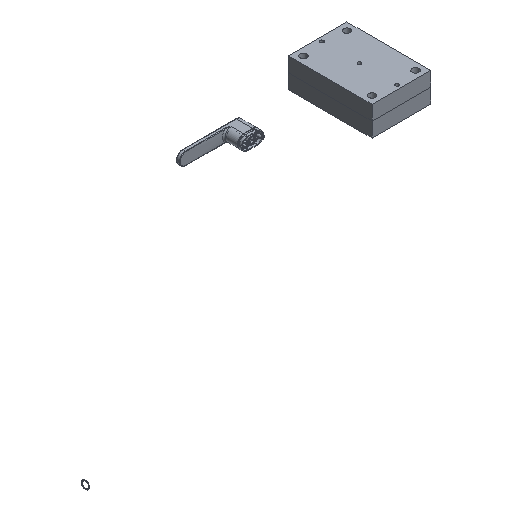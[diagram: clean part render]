
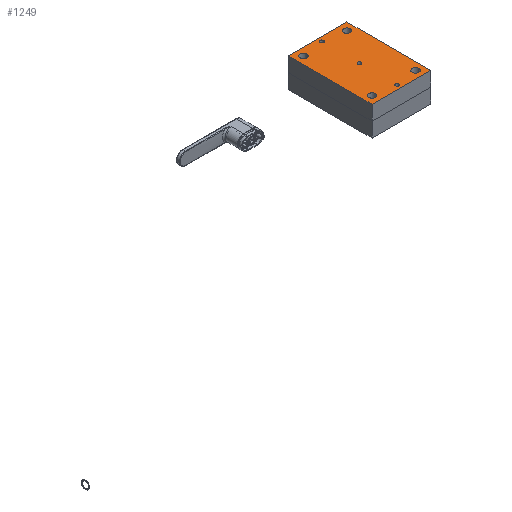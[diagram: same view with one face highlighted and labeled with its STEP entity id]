
A CAD part, isometric view. The second image highlights one B-rep face of the part: STEP entity #1249.
In plain terms, the highlighted planar face has unit normal (0, 0, 1).
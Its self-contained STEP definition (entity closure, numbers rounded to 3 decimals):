
#286=FACE_BOUND('',#2393,.T.);
#287=FACE_BOUND('',#2394,.T.);
#288=FACE_BOUND('',#2395,.T.);
#289=FACE_BOUND('',#2396,.T.);
#290=FACE_BOUND('',#2397,.T.);
#291=FACE_BOUND('',#2398,.T.);
#292=FACE_BOUND('',#2399,.T.);
#293=FACE_BOUND('',#2400,.T.);
#665=PLANE('',#10002);
#1249=ADVANCED_FACE('',(#286,#287,#288,#289,#290,#291,#292,#293),#665,.T.);
#2393=EDGE_LOOP('',(#4126));
#2394=EDGE_LOOP('',(#4127));
#2395=EDGE_LOOP('',(#4128));
#2396=EDGE_LOOP('',(#4129,#4130,#4131,#4132));
#2397=EDGE_LOOP('',(#4133));
#2398=EDGE_LOOP('',(#4134));
#2399=EDGE_LOOP('',(#4135));
#2400=EDGE_LOOP('',(#4136));
#3014=CIRCLE('',#9995,8.);
#3015=CIRCLE('',#9996,4.);
#3016=CIRCLE('',#9997,8.);
#3017=CIRCLE('',#9998,8.);
#3018=CIRCLE('',#9999,4.);
#3019=CIRCLE('',#10000,8.);
#3020=CIRCLE('',#10001,4.);
#4126=ORIENTED_EDGE('',*,*,#7483,.T.);
#4127=ORIENTED_EDGE('',*,*,#7484,.T.);
#4128=ORIENTED_EDGE('',*,*,#7485,.T.);
#4129=ORIENTED_EDGE('',*,*,#7486,.T.);
#4130=ORIENTED_EDGE('',*,*,#7487,.T.);
#4131=ORIENTED_EDGE('',*,*,#7488,.T.);
#4132=ORIENTED_EDGE('',*,*,#7489,.T.);
#4133=ORIENTED_EDGE('',*,*,#7490,.T.);
#4134=ORIENTED_EDGE('',*,*,#7491,.T.);
#4135=ORIENTED_EDGE('',*,*,#7492,.T.);
#4136=ORIENTED_EDGE('',*,*,#7493,.T.);
#6410=VERTEX_POINT('',#15371);
#6411=VERTEX_POINT('',#15373);
#6412=VERTEX_POINT('',#15375);
#6413=VERTEX_POINT('',#15377);
#6414=VERTEX_POINT('',#15378);
#6415=VERTEX_POINT('',#15380);
#6416=VERTEX_POINT('',#15382);
#6417=VERTEX_POINT('',#15385);
#6418=VERTEX_POINT('',#15387);
#6419=VERTEX_POINT('',#15389);
#6420=VERTEX_POINT('',#15391);
#7483=EDGE_CURVE('',#6410,#6410,#3014,.T.);
#7484=EDGE_CURVE('',#6411,#6411,#3015,.T.);
#7485=EDGE_CURVE('',#6412,#6412,#3016,.T.);
#7486=EDGE_CURVE('',#6413,#6414,#8673,.T.);
#7487=EDGE_CURVE('',#6414,#6415,#8674,.T.);
#7488=EDGE_CURVE('',#6415,#6416,#8675,.T.);
#7489=EDGE_CURVE('',#6416,#6413,#8676,.T.);
#7490=EDGE_CURVE('',#6417,#6417,#3017,.T.);
#7491=EDGE_CURVE('',#6418,#6418,#3018,.T.);
#7492=EDGE_CURVE('',#6419,#6419,#3019,.T.);
#7493=EDGE_CURVE('',#6420,#6420,#3020,.T.);
#8673=LINE('',#15376,#9293);
#8674=LINE('',#15379,#9294);
#8675=LINE('',#15381,#9295);
#8676=LINE('',#15383,#9296);
#9293=VECTOR('',#11493,1.);
#9294=VECTOR('',#11494,1.);
#9295=VECTOR('',#11495,1.);
#9296=VECTOR('',#11496,1.);
#9995=AXIS2_PLACEMENT_3D('',#15370,#11487,#11488);
#9996=AXIS2_PLACEMENT_3D('',#15372,#11489,#11490);
#9997=AXIS2_PLACEMENT_3D('',#15374,#11491,#11492);
#9998=AXIS2_PLACEMENT_3D('',#15384,#11497,#11498);
#9999=AXIS2_PLACEMENT_3D('',#15386,#11499,#11500);
#10000=AXIS2_PLACEMENT_3D('',#15388,#11501,#11502);
#10001=AXIS2_PLACEMENT_3D('',#15390,#11503,#11504);
#10002=AXIS2_PLACEMENT_3D('',#15392,#11505,#11506);
#11487=DIRECTION('',(0.,0.,-1.));
#11488=DIRECTION('',(1.,0.,0.));
#11489=DIRECTION('',(0.,0.,-1.));
#11490=DIRECTION('',(1.,0.,0.));
#11491=DIRECTION('',(0.,0.,-1.));
#11492=DIRECTION('',(1.,0.,0.));
#11493=DIRECTION('',(0.,-1.,0.));
#11494=DIRECTION('',(1.,0.,0.));
#11495=DIRECTION('',(0.,1.,0.));
#11496=DIRECTION('',(-1.,0.,0.));
#11497=DIRECTION('',(0.,0.,-1.));
#11498=DIRECTION('',(1.,0.,0.));
#11499=DIRECTION('',(0.,0.,-1.));
#11500=DIRECTION('',(1.,0.,0.));
#11501=DIRECTION('',(0.,0.,-1.));
#11502=DIRECTION('',(1.,0.,0.));
#11503=DIRECTION('',(0.,0.,-1.));
#11504=DIRECTION('',(1.,0.,0.));
#11505=DIRECTION('',(0.,0.,1.));
#11506=DIRECTION('',(1.,0.,0.));
#15370=CARTESIAN_POINT('',(1303.764,460.312,35.));
#15371=CARTESIAN_POINT('',(1311.764,460.312,35.));
#15372=CARTESIAN_POINT('',(1251.764,452.312,35.));
#15373=CARTESIAN_POINT('',(1255.764,452.312,35.));
#15374=CARTESIAN_POINT('',(1199.764,460.312,35.));
#15375=CARTESIAN_POINT('',(1207.764,460.312,35.));
#15376=CARTESIAN_POINT('',(1181.764,642.312,35.));
#15377=CARTESIAN_POINT('',(1181.764,642.312,35.));
#15378=CARTESIAN_POINT('',(1181.764,442.312,35.));
#15379=CARTESIAN_POINT('',(1321.764,442.312,35.));
#15380=CARTESIAN_POINT('',(1321.764,442.312,35.));
#15381=CARTESIAN_POINT('',(1321.764,442.312,35.));
#15382=CARTESIAN_POINT('',(1321.764,642.312,35.));
#15383=CARTESIAN_POINT('',(1321.764,642.312,35.));
#15384=CARTESIAN_POINT('',(1303.764,624.312,35.));
#15385=CARTESIAN_POINT('',(1311.764,624.312,35.));
#15386=CARTESIAN_POINT('',(1251.764,632.312,35.));
#15387=CARTESIAN_POINT('',(1255.764,632.312,35.));
#15388=CARTESIAN_POINT('',(1199.764,624.312,35.));
#15389=CARTESIAN_POINT('',(1207.764,624.312,35.));
#15390=CARTESIAN_POINT('',(1251.764,542.312,35.));
#15391=CARTESIAN_POINT('',(1255.764,542.312,35.));
#15392=CARTESIAN_POINT('',(0.,0.,35.));
